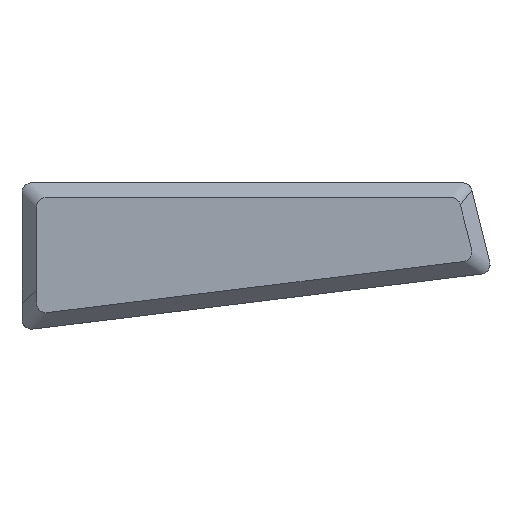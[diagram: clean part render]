
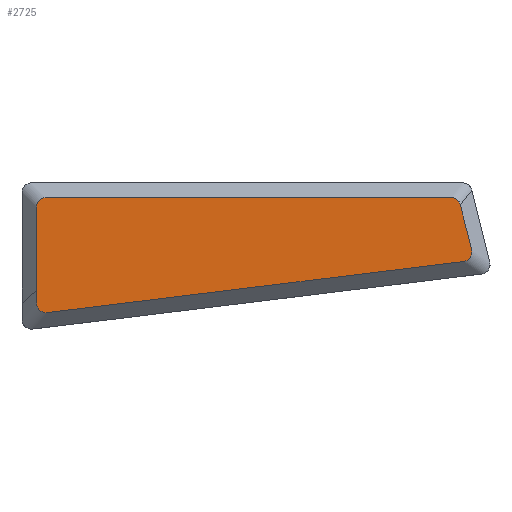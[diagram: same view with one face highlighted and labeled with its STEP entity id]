
A CAD part, left-side view. The second image highlights one B-rep face of the part: STEP entity #2725.
In plain terms, the highlighted planar face has unit normal (-1, 0, 0).
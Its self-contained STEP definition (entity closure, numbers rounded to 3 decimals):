
#23 = CARTESIAN_POINT ( 'NONE',  ( -7., 82., -7.156 ) ) ;
#55 = CARTESIAN_POINT ( 'NONE',  ( -7., 81.227, 14.101 ) ) ;
#79 = CARTESIAN_POINT ( 'NONE',  ( -7., 82., 12.5 ) ) ;
#212 = CARTESIAN_POINT ( 'NONE',  ( -7., -7.4, 3.253 ) ) ;
#250 = B_SPLINE_CURVE_WITH_KNOTS ( 'NONE', 3,
 ( #3306, #4130, #3752, #4183 ),
 .UNSPECIFIED., .F., .F.,
 ( 4, 4 ),
 ( 0.868, 1. ),
 .UNSPECIFIED. ) ;
#272 = CARTESIAN_POINT ( 'NONE',  ( -7., -7.298, 2.69 ) ) ;
#347 = CARTESIAN_POINT ( 'NONE',  ( -7., 51.296, -5.647 ) ) ;
#448 = CARTESIAN_POINT ( 'NONE',  ( -7., 81.602, 13.727 ) ) ;
#457 = CARTESIAN_POINT ( 'NONE',  ( -7., 81.111, -8.844 ) ) ;
#478 = ORIENTED_EDGE ( 'NONE', *, *, #2286, .T. ) ;
#576 = AXIS2_PLACEMENT_3D ( 'NONE', #3664, #829, #4154 ) ;
#577 = CARTESIAN_POINT ( 'NONE',  ( -7., -5.908, 1.377 ) ) ;
#602 = CARTESIAN_POINT ( 'NONE',  ( -7., 79.756, -9.141 ) ) ;
#636 = B_SPLINE_CURVE_WITH_KNOTS ( 'NONE', 3,
 ( #4225, #577, #5130, #1850, #3101, #3083, #272, #212, #3050, #659 ),
 .UNSPECIFIED., .F., .F.,
 ( 4, 2, 2, 2, 4 ),
 ( 0., 0.25, 0.5, 0.75, 1. ),
 .UNSPECIFIED. ) ;
#659 = CARTESIAN_POINT ( 'NONE',  ( -7., -7.321, 3.811 ) ) ;
#718 = VERTEX_POINT ( 'NONE', #3422 ) ;
#774 = CARTESIAN_POINT ( 'NONE',  ( -7., -7.321, 3.811 ) ) ;
#829 = DIRECTION ( 'NONE',  ( -1., 0., 0. ) ) ;
#835 = CARTESIAN_POINT ( 'NONE',  ( -7., -5.624, 1.342 ) ) ;
#837 = CARTESIAN_POINT ( 'NONE',  ( -7., 80.521, 14.449 ) ) ;
#845 = CARTESIAN_POINT ( 'NONE',  ( -7., 80.866, -8.981 ) ) ;
#860 = CARTESIAN_POINT ( 'NONE',  ( -7., 81.949, 13.021 ) ) ;
#877 = CARTESIAN_POINT ( 'NONE',  ( -7., -3.534, 14.464 ) ) ;
#936 = CARTESIAN_POINT ( 'NONE',  ( -7., 82., -4.56 ) ) ;
#940 = CARTESIAN_POINT ( 'NONE',  ( -7., -4.98, 13.2 ) ) ;
#1062 = B_SPLINE_CURVE_WITH_KNOTS ( 'NONE', 3,
 ( #3798, #940, #2091, #2563, #1302, #4937, #4567, #877, #4588, #1687 ),
 .UNSPECIFIED., .F., .F.,
 ( 4, 2, 2, 2, 4 ),
 ( 0., 0.25, 0.5, 0.75, 1. ),
 .UNSPECIFIED. ) ;
#1120 = CARTESIAN_POINT ( 'NONE',  ( -7., 79.756, -9.141 ) ) ;
#1167 = VERTEX_POINT ( 'NONE', #3713 ) ;
#1227 = ORIENTED_EDGE ( 'NONE', *, *, #3911, .T. ) ;
#1262 = CARTESIAN_POINT ( 'NONE',  ( -7., 82., 12.5 ) ) ;
#1263 = CARTESIAN_POINT ( 'NONE',  ( -7., 22.836, -2.152 ) ) ;
#1302 = CARTESIAN_POINT ( 'NONE',  ( -7., -4.5, 13.939 ) ) ;
#1452 = CARTESIAN_POINT ( 'NONE',  ( -7., 24.604, 14.5 ) ) ;
#1485 = B_SPLINE_CURVE_WITH_KNOTS ( 'NONE', 3,
 ( #23, #4495, #4963, #2464, #4514, #457, #845, #2118, #4102, #3277 ),
 .UNSPECIFIED., .F., .F.,
 ( 4, 2, 2, 2, 4 ),
 ( 0., 0.25, 0.5, 0.75, 1. ),
 .UNSPECIFIED. ) ;
#1542 = VERTEX_POINT ( 'NONE', #2513 ) ;
#1687 = CARTESIAN_POINT ( 'NONE',  ( -7., -3.094, 14.5 ) ) ;
#1758 = CARTESIAN_POINT ( 'NONE',  ( -7., 80., 14.5 ) ) ;
#1850 = CARTESIAN_POINT ( 'NONE',  ( -7., -6.663, 1.766 ) ) ;
#1917 = CARTESIAN_POINT ( 'NONE',  ( -7., -3.094, 14.5 ) ) ;
#2000 = ORIENTED_EDGE ( 'NONE', *, *, #3338, .T. ) ;
#2068 = CARTESIAN_POINT ( 'NONE',  ( -7., -5.796, 9.926 ) ) ;
#2090 = CARTESIAN_POINT ( 'NONE',  ( -7., 81.01, 14.246 ) ) ;
#2091 = CARTESIAN_POINT ( 'NONE',  ( -7., -4.892, 13.402 ) ) ;
#2118 = CARTESIAN_POINT ( 'NONE',  ( -7., 80.32, -9.151 ) ) ;
#2210 = CARTESIAN_POINT ( 'NONE',  ( -7., -7.321, 3.811 ) ) ;
#2254 = B_SPLINE_CURVE_WITH_KNOTS ( 'NONE', 3,
 ( #1120, #347, #1263, #3563 ),
 .UNSPECIFIED., .F., .F.,
 ( 4, 4 ),
 ( 0., 1. ),
 .UNSPECIFIED. ) ;
#2286 = EDGE_CURVE ( 'NONE', #4136, #5034, #3497, .T. ) ;
#2303 = ORIENTED_EDGE ( 'NONE', *, *, #4252, .T. ) ;
#2321 = CARTESIAN_POINT ( 'NONE',  ( -7., 82., -4.56 ) ) ;
#2403 = CARTESIAN_POINT ( 'NONE',  ( -7., 80., 14.5 ) ) ;
#2464 = CARTESIAN_POINT ( 'NONE',  ( -7., 81.706, -8.238 ) ) ;
#2484 = CARTESIAN_POINT ( 'NONE',  ( -7., -5.034, 12.984 ) ) ;
#2513 = CARTESIAN_POINT ( 'NONE',  ( -7., 82., -7.156 ) ) ;
#2563 = CARTESIAN_POINT ( 'NONE',  ( -7., -4.65, 13.776 ) ) ;
#2657 = EDGE_CURVE ( 'NONE', #1542, #5159, #1485, .T. ) ;
#2725 = ADVANCED_FACE ( 'NONE', ( #4378 ), #3722, .T. ) ;
#2940 = VERTEX_POINT ( 'NONE', #2210 ) ;
#3048 = EDGE_CURVE ( 'NONE', #4181, #2940, #636, .T. ) ;
#3050 = CARTESIAN_POINT ( 'NONE',  ( -7., -7.39, 3.533 ) ) ;
#3083 = CARTESIAN_POINT ( 'NONE',  ( -7., -7.191, 2.43 ) ) ;
#3101 = CARTESIAN_POINT ( 'NONE',  ( -7., -6.867, 1.959 ) ) ;
#3277 = CARTESIAN_POINT ( 'NONE',  ( -7., 79.756, -9.141 ) ) ;
#3285 = CARTESIAN_POINT ( 'NONE',  ( -7., 81.746, 13.51 ) ) ;
#3306 = CARTESIAN_POINT ( 'NONE',  ( -7., 82., -4.56 ) ) ;
#3338 = EDGE_CURVE ( 'NONE', #5023, #4136, #4677, .T. ) ;
#3422 = CARTESIAN_POINT ( 'NONE',  ( -7., -3.094, 14.5 ) ) ;
#3497 = B_SPLINE_CURVE_WITH_KNOTS ( 'NONE', 3,
 ( #4757, #3569, #4679, #2321 ),
 .UNSPECIFIED., .F., .F.,
 ( 4, 4 ),
 ( 0., 0.868 ),
 .UNSPECIFIED. ) ;
#3563 = CARTESIAN_POINT ( 'NONE',  ( -7., -5.624, 1.342 ) ) ;
#3569 = CARTESIAN_POINT ( 'NONE',  ( -7., 82., 6.813 ) ) ;
#3664 = CARTESIAN_POINT ( 'NONE',  ( -7., -5.381, 3.327 ) ) ;
#3693 = CARTESIAN_POINT ( 'NONE',  ( -7., 82., 12.765 ) ) ;
#3709 = CARTESIAN_POINT ( 'NONE',  ( -7., -6.559, 6.869 ) ) ;
#3713 = CARTESIAN_POINT ( 'NONE',  ( -7., -5.034, 12.984 ) ) ;
#3722 = PLANE ( 'NONE',  #576 ) ;
#3752 = CARTESIAN_POINT ( 'NONE',  ( -7., 82., -6.291 ) ) ;
#3798 = CARTESIAN_POINT ( 'NONE',  ( -7., -5.034, 12.984 ) ) ;
#3911 = EDGE_CURVE ( 'NONE', #718, #5023, #5077, .T. ) ;
#4102 = CARTESIAN_POINT ( 'NONE',  ( -7., 80.041, -9.176 ) ) ;
#4103 = ORIENTED_EDGE ( 'NONE', *, *, #3048, .T. ) ;
#4130 = CARTESIAN_POINT ( 'NONE',  ( -7., 82., -5.425 ) ) ;
#4136 = VERTEX_POINT ( 'NONE', #79 ) ;
#4154 = DIRECTION ( 'NONE',  ( 0., -1., 0. ) ) ;
#4181 = VERTEX_POINT ( 'NONE', #835 ) ;
#4183 = CARTESIAN_POINT ( 'NONE',  ( -7., 82., -7.156 ) ) ;
#4225 = CARTESIAN_POINT ( 'NONE',  ( -7., -5.624, 1.342 ) ) ;
#4240 = ORIENTED_EDGE ( 'NONE', *, *, #4327, .T. ) ;
#4252 = EDGE_CURVE ( 'NONE', #5159, #4181, #2254, .T. ) ;
#4327 = EDGE_CURVE ( 'NONE', #1167, #718, #1062, .T. ) ;
#4378 = FACE_OUTER_BOUND ( 'NONE', #4902, .T. ) ;
#4438 = EDGE_CURVE ( 'NONE', #5034, #1542, #250, .T. ) ;
#4486 = ORIENTED_EDGE ( 'NONE', *, *, #4438, .T. ) ;
#4495 = CARTESIAN_POINT ( 'NONE',  ( -7., 82., -7.442 ) ) ;
#4514 = CARTESIAN_POINT ( 'NONE',  ( -7., 81.539, -8.464 ) ) ;
#4525 = CARTESIAN_POINT ( 'NONE',  ( -7., 80.265, 14.5 ) ) ;
#4567 = CARTESIAN_POINT ( 'NONE',  ( -7., -3.955, 14.318 ) ) ;
#4588 = CARTESIAN_POINT ( 'NONE',  ( -7., -3.317, 14.5 ) ) ;
#4677 = B_SPLINE_CURVE_WITH_KNOTS ( 'NONE', 3,
 ( #4918, #4525, #837, #2090, #55, #448, #3285, #860, #3693, #1262 ),
 .UNSPECIFIED., .F., .F.,
 ( 4, 2, 2, 2, 4 ),
 ( 0., 0.25, 0.5, 0.75, 1. ),
 .UNSPECIFIED. ) ;
#4679 = CARTESIAN_POINT ( 'NONE',  ( -7., 82., 1.127 ) ) ;
#4711 = B_SPLINE_CURVE_WITH_KNOTS ( 'NONE', 3,
 ( #774, #3709, #2068, #2484 ),
 .UNSPECIFIED., .F., .F.,
 ( 4, 4 ),
 ( 0., 1. ),
 .UNSPECIFIED. ) ;
#4757 = CARTESIAN_POINT ( 'NONE',  ( -7., 82., 12.5 ) ) ;
#4812 = ORIENTED_EDGE ( 'NONE', *, *, #4839, .T. ) ;
#4839 = EDGE_CURVE ( 'NONE', #2940, #1167, #4711, .T. ) ;
#4902 = EDGE_LOOP ( 'NONE', ( #4103, #4812, #4240, #1227, #2000, #478, #4486, #4922, #2303 ) ) ;
#4918 = CARTESIAN_POINT ( 'NONE',  ( -7., 80., 14.5 ) ) ;
#4922 = ORIENTED_EDGE ( 'NONE', *, *, #2657, .T. ) ;
#4937 = CARTESIAN_POINT ( 'NONE',  ( -7., -4.149, 14.213 ) ) ;
#4963 = CARTESIAN_POINT ( 'NONE',  ( -7., 81.941, -7.717 ) ) ;
#5023 = VERTEX_POINT ( 'NONE', #1758 ) ;
#5034 = VERTEX_POINT ( 'NONE', #936 ) ;
#5077 = B_SPLINE_CURVE_WITH_KNOTS ( 'NONE', 3,
 ( #1917, #1452, #5129, #2403 ),
 .UNSPECIFIED., .F., .F.,
 ( 4, 4 ),
 ( 0., 1. ),
 .UNSPECIFIED. ) ;
#5129 = CARTESIAN_POINT ( 'NONE',  ( -7., 52.302, 14.5 ) ) ;
#5130 = CARTESIAN_POINT ( 'NONE',  ( -7., -6.173, 1.469 ) ) ;
#5159 = VERTEX_POINT ( 'NONE', #602 ) ;
